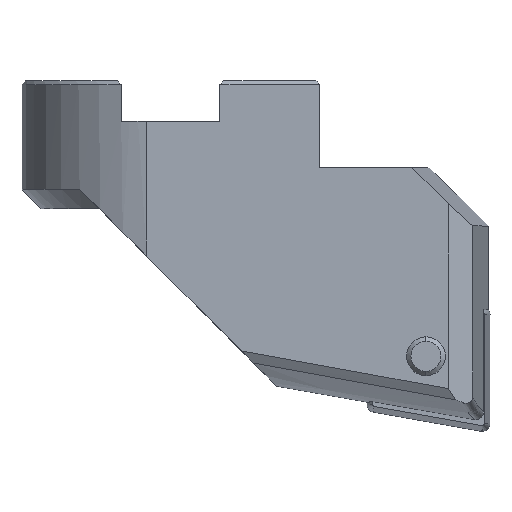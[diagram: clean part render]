
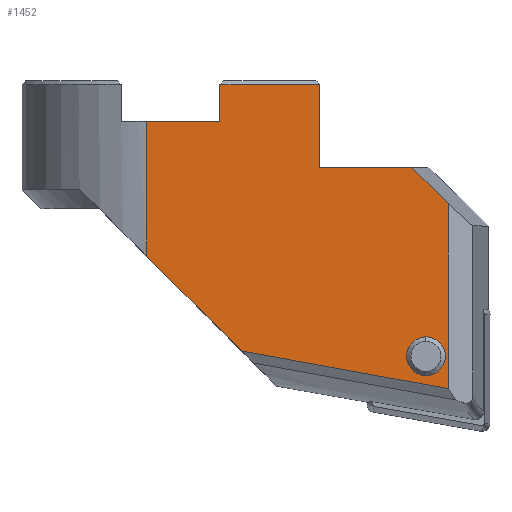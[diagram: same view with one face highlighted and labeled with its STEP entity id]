
A CAD part, top view. The second image highlights one B-rep face of the part: STEP entity #1452.
In plain terms, the highlighted planar face has unit normal (0, 0, 1).
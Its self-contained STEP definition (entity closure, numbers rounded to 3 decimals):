
#640=VERTEX_POINT('NONE',#1761);
#678=EDGE_CURVE('NONE',#1440,#786,#1803,.T.);
#708=VERTEX_POINT('NONE',#1834);
#786=VERTEX_POINT('NONE',#1921);
#828=EDGE_CURVE('NONE',#888,#1378,#1967,.T.);
#888=VERTEX_POINT('NONE',#2032);
#930=EDGE_CURVE('NONE',#786,#962,#2078,.T.);
#960=EDGE_CURVE('NONE',#1378,#708,#2111,.F.);
#962=VERTEX_POINT('NONE',#2113);
#992=VERTEX_POINT('NONE',#2146);
#1168=EDGE_CURVE('NONE',#1654,#1292,#2348,.F.);
#1176=VERTEX_POINT('NONE',#2357);
#1204=EDGE_CURVE('NONE',#1176,#640,#2387,.T.);
#1240=EDGE_CURVE('NONE',#640,#888,#2424,.T.);
#1292=VERTEX_POINT('NONE',#2484);
#1322=EDGE_CURVE('NONE',#1292,#1654,#2518,.F.);
#1378=VERTEX_POINT('NONE',#2578);
#1404=EDGE_CURVE('NONE',#1504,#708,#2605,.T.);
#1440=VERTEX_POINT('NONE',#2644);
#1452=ADVANCED_FACE('NONE',(#2657,#2658),#2659,.T.);
#1504=VERTEX_POINT('NONE',#2714);
#1520=EDGE_CURVE('NONE',#992,#1504,#2730,.T.);
#1542=EDGE_CURVE('NONE',#1440,#1176,#2754,.F.);
#1608=EDGE_CURVE('NONE',#992,#962,#2831,.T.);
#1654=VERTEX_POINT('NONE',#2880);
#1761=CARTESIAN_POINT('',(3.663,-13.963,7.6));
#1803=LINE('',#3057,#3058);
#1834=CARTESIAN_POINT('',(12.467,-4.5,7.6));
#1921=CARTESIAN_POINT('',(2.55,-2.1,7.6));
#1967=LINE('',#3307,#3308);
#2032=CARTESIAN_POINT('',(14.341,-15.91,7.6));
#2078=LINE('',#3470,#3471);
#2111=LINE('',#3518,#3519);
#2113=CARTESIAN_POINT('',(2.55,-0.2,7.6));
#2146=CARTESIAN_POINT('',(7.7,-0.2,7.6));
#2348=CIRCLE('',#3877,1.0);
#2357=CARTESIAN_POINT('',(-1.237,-9.063,7.6));
#2387=LINE('',#3930,#3931);
#2424=B_SPLINE_CURVE_WITH_KNOTS('',3,(#3983,#3984,#3985,#3986,#3987,#3988),.UNSPECIFIED.,.F.,.F.,(4,2,4),(-4.974,-2.476,-0.0),.UNSPECIFIED.);
#2484=CARTESIAN_POINT('',(13.194,-13.237,7.6));
#2518=CIRCLE('',#4108,1.0);
#2578=CARTESIAN_POINT('',(14.341,-6.36,7.6));
#2605=LINE('',#4611,#4612);
#2644=CARTESIAN_POINT('',(-1.237,-2.1,7.6));
#2657=FACE_OUTER_BOUND('',#4686,.T.);
#2658=FACE_BOUND('',#4687,.T.);
#2659=PLANE('',#4688);
#2714=CARTESIAN_POINT('',(7.7,-4.5,7.6));
#2730=LINE('',#4791,#4792);
#2754=LINE('',#4823,#4824);
#2831=LINE('',#4942,#4943);
#2880=CARTESIAN_POINT('',(13.194,-15.237,7.6));
#3057=CARTESIAN_POINT('',(10.275,-2.1,7.6));
#3058=VECTOR('',#5180,1.0);
#3307=CARTESIAN_POINT('',(14.341,-18.1,7.6));
#3308=VECTOR('',#5373,1.0);
#3470=CARTESIAN_POINT('',(2.55,-9.05,7.6));
#3471=VECTOR('',#5498,1.0);
#3518=CARTESIAN_POINT('',(18.942,-10.927,7.6));
#3519=VECTOR('',#5535,1.0);
#3877=AXIS2_PLACEMENT_3D('',#5867,#5868,#5869);
#3930=CARTESIAN_POINT('',(4.6,-14.9,7.6));
#3931=VECTOR('',#5905,1.0);
#3983=CARTESIAN_POINT('',(3.552,-13.943,7.6));
#3984=CARTESIAN_POINT('',(4.357,-14.09,7.6));
#3985=CARTESIAN_POINT('',(6.438,-14.47,7.6));
#3986=CARTESIAN_POINT('',(12.013,-15.487,7.6));
#3987=CARTESIAN_POINT('',(14.114,-15.868,7.6));
#3988=CARTESIAN_POINT('',(14.926,-16.016,7.6));
#4108=AXIS2_PLACEMENT_3D('',#6059,#6060,#6061);
#4611=CARTESIAN_POINT('',(12.85,-4.5,7.6));
#4612=VECTOR('',#6138,1.0);
#4686=EDGE_LOOP('',(#6190,#6191,#6192,#6193,#6194,#6195,#6196,#6197,#6198,#6199));
#4687=EDGE_LOOP('',(#6200,#6201));
#4688=AXIS2_PLACEMENT_3D('',#6202,#6203,#6204);
#4791=CARTESIAN_POINT('',(7.7,-9.05,7.6));
#4792=VECTOR('',#6257,1.0);
#4823=CARTESIAN_POINT('',(-1.237,-20.0,7.6));
#4824=VECTOR('',#6283,1.0);
#4942=CARTESIAN_POINT('',(9.0,-0.2,7.6));
#4943=VECTOR('',#6423,1.0);
#5180=DIRECTION('',(1.0,0.0,0.));
#5373=DIRECTION('',(0.,1.0,0.));
#5498=DIRECTION('',(0.0,1.0,0.0));
#5535=DIRECTION('',(0.71,-0.704,0.));
#5867=CARTESIAN_POINT('',(13.194,-14.237,7.6));
#5868=DIRECTION('',(0.,-0.0,-1.0));
#5869=DIRECTION('',(0.0,-1.0,0.0));
#5905=DIRECTION('',(0.707,-0.707,0.));
#6059=CARTESIAN_POINT('',(13.194,-14.237,7.6));
#6060=DIRECTION('',(0.,-0.0,-1.0));
#6061=DIRECTION('',(0.0,-1.0,0.0));
#6138=DIRECTION('',(1.0,0.,0.));
#6190=ORIENTED_EDGE('',*,*,#1240,.T.);
#6191=ORIENTED_EDGE('',*,*,#828,.T.);
#6192=ORIENTED_EDGE('',*,*,#960,.T.);
#6193=ORIENTED_EDGE('',*,*,#1404,.F.);
#6194=ORIENTED_EDGE('',*,*,#1520,.F.);
#6195=ORIENTED_EDGE('',*,*,#1608,.T.);
#6196=ORIENTED_EDGE('',*,*,#930,.F.);
#6197=ORIENTED_EDGE('',*,*,#678,.F.);
#6198=ORIENTED_EDGE('',*,*,#1542,.T.);
#6199=ORIENTED_EDGE('',*,*,#1204,.T.);
#6200=ORIENTED_EDGE('',*,*,#1168,.F.);
#6201=ORIENTED_EDGE('',*,*,#1322,.F.);
#6202=CARTESIAN_POINT('',(18.0,-18.1,7.6));
#6203=DIRECTION('',(0.,0.0,1.0));
#6204=DIRECTION('',(-1.0,-0.0,0.));
#6257=DIRECTION('',(0.,-1.0,0.));
#6283=DIRECTION('',(-0.0,1.0,0.0));
#6423=DIRECTION('',(-1.0,-0.0,0.));
